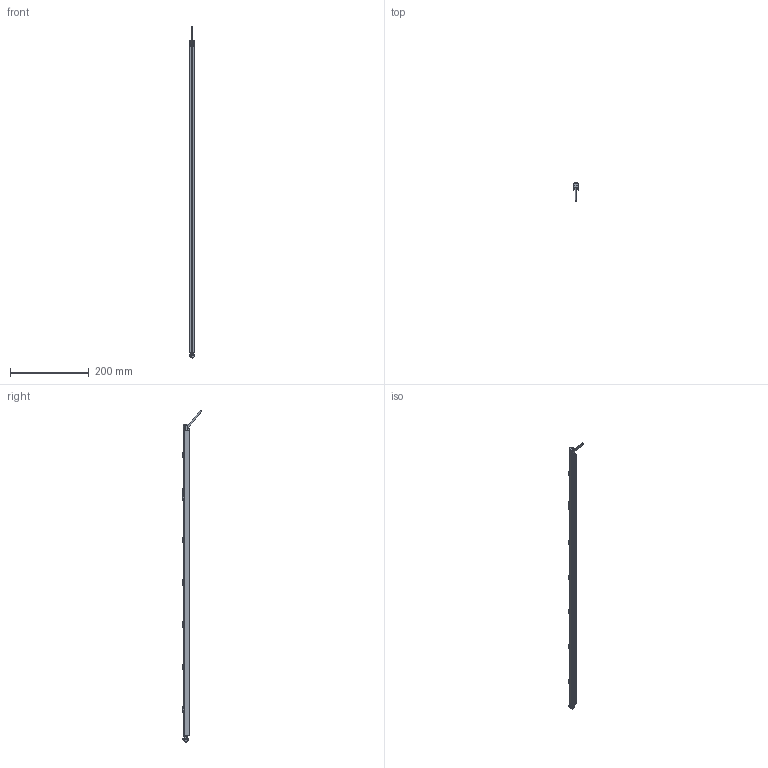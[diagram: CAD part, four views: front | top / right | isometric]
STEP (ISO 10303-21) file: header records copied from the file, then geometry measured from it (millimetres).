
FILE_DESCRIPTION((''),'2;1');
FILE_NAME('217054_ASM','2020-05-26T13:13:29',('PDMAdmin'),('BANNER ENGINEERING'),'CREO PARAMETRIC BY PTC INC, 2019292','CREO PARAMETRIC BY PTC INC, 2019292','');
FILE_SCHEMA(('CONFIG_CONTROL_DESIGN'));
Length unit declared in the file: millimetre
Products named in the file (33): 217053_AF0; 213113_AF1; 213732_AF0; 213113_AF0_ASM; 213799_AF0; 213800_AF1; 213800_AF0_ASM; 213799_AF1; 213800_AF3; 213800_AF2_ASM; 213799_AF2; 213800_AF5; 213800_AF4_ASM; 213799_AF3; 213800_AF7; 213800_AF6_ASM; 213799_AF4; 213800_AF9; 213800_AF8_ASM; 213799_AF5; 213800_AF11; 213800_AF10_ASM; 213799_AF6; 213800_AF13; 213800_AF12_ASM; 213974_AF0; 212837_AF0; 809791_CABLE_AF0; 212547_AF0; 212549_AF0; 212551; 809791_AF0_ASM; 217054_ASM
Assembly tree (32 placements, depth 4):
  217054_ASM
    809791_AF0_ASM
      217053_AF0
      213113_AF0_ASM
        213113_AF1
        213732_AF0
      213800_AF0_ASM
        213799_AF0
        213800_AF1
      213800_AF2_ASM
        213799_AF1
        213800_AF3
      213800_AF4_ASM
        213799_AF2
        213800_AF5
      213800_AF6_ASM
        213799_AF3
        213800_AF7
      213800_AF8_ASM
        213799_AF4
        213800_AF9
      213800_AF10_ASM
        213799_AF5
        213800_AF11
      213800_AF12_ASM
        213799_AF6
        213800_AF13
      213974_AF0
      212837_AF0
      809791_CABLE_AF0
      212547_AF0
      212549_AF0
      212551
Bounding box: 14.99 x 49.53 x 845.02 mm (x, y, z)
Volume: 64813.8 mm3; surface area: 88284.7 mm2
Topology: 24 solids, 26 shells, 1659 faces, 4313 edges, 2679 vertices
Faces by surface type: plane 555, bspline 554, cylinder 339, cone 113, sphere 34, revolution 28, torus 20, extrusion 16
Entity records: 94809 total; most frequent: CARTESIAN_POINT 59201, ORIENTED_EDGE 8546, DIRECTION 5458, EDGE_CURVE 4283, VERTEX_POINT 2679, B_SPLINE_CURVE_WITH_KNOTS 2002, AXIS2_PLACEMENT_3D 1928, EDGE_LOOP 1708
